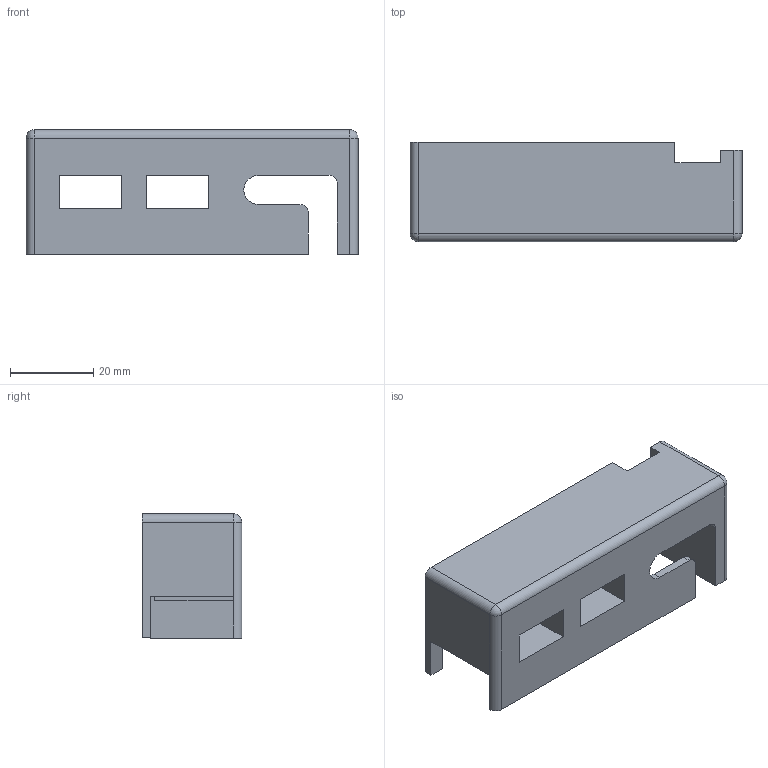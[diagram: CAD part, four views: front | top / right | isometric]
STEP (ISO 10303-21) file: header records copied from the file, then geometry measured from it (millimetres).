
FILE_DESCRIPTION(/* description */ (''),/* implementation_level */ '2;1');
FILE_NAME(/* name */ 'cord v5.step',/* time_stamp */ '2023-03-13T13:01:10+10:00',/* author */ (''),/* organization */ (''),/* preprocessor_version */ 'ST-DEVELOPER v19.2',/* originating_system */ 'Autodesk Translation Framework v11.17.0.187',/* authorisation */ '');
FILE_SCHEMA (('AUTOMOTIVE_DESIGN { 1 0 10303 214 3 1 1 }'));
Length unit declared in the file: millimetre
Products named in the file (1): cord
Bounding box: 80 x 24 x 30 mm (x, y, z)
Volume: 17074.7 mm3; surface area: 13772.5 mm2
Topology: 1 solids, 1 shells, 51 faces, 134 edges, 87 vertices
Faces by surface type: plane 39, cylinder 10, sphere 2
Full cylindrical faces by diameter (mm): 2.5 x2
Entity records: 1601 total; most frequent: CARTESIAN_POINT 273, ORIENTED_EDGE 268, DIRECTION 258, EDGE_CURVE 134, LINE 114, VECTOR 114, VERTEX_POINT 87, AXIS2_PLACEMENT_3D 72
